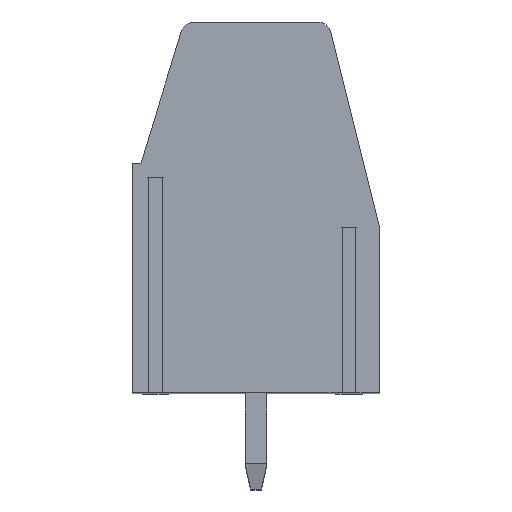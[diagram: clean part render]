
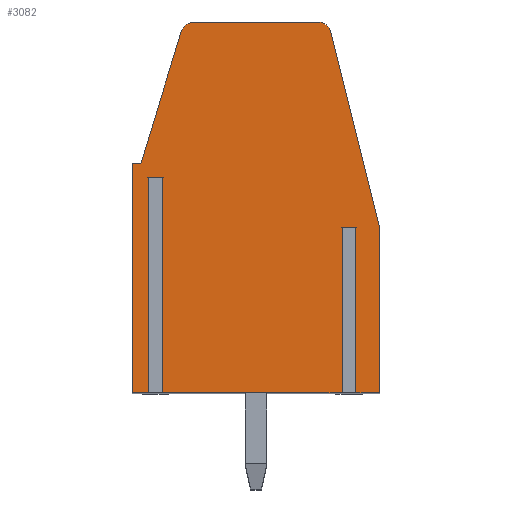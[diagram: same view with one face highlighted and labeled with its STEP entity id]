
A CAD part, top view. The second image highlights one B-rep face of the part: STEP entity #3082.
In plain terms, the highlighted planar face has unit normal (0, 0, 1).
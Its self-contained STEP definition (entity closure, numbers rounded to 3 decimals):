
#13=DIRECTION('',(-1.,0.,0.));
#14=VECTOR('',#13,0.503);
#15=CARTESIAN_POINT('',(-3.413,1.1,22.86));
#16=LINE('',#15,#14);
#17=DIRECTION('',(0.,1.,0.));
#18=VECTOR('',#17,7.85);
#19=CARTESIAN_POINT('',(-3.917,-6.75,22.86));
#20=LINE('',#19,#18);
#21=DIRECTION('',(1.,0.,0.));
#22=VECTOR('',#21,0.583);
#23=CARTESIAN_POINT('',(-4.5,-6.75,22.86));
#24=LINE('',#23,#22);
#25=DIRECTION('',(0.,-1.,0.));
#26=VECTOR('',#25,8.35);
#27=CARTESIAN_POINT('',(-4.5,1.6,22.86));
#28=LINE('',#27,#26);
#29=DIRECTION('',(-1.,0.,0.));
#30=VECTOR('',#29,0.31);
#31=CARTESIAN_POINT('',(-4.19,1.6,22.86));
#32=LINE('',#31,#30);
#33=DIRECTION('',(-0.292,-0.956,0.));
#34=VECTOR('',#33,5.015);
#35=CARTESIAN_POINT('',(-2.723,6.396,22.86));
#36=LINE('',#35,#34);
#37=CARTESIAN_POINT('',(-2.245,6.25,22.86));
#38=DIRECTION('',(0.,0.,1.));
#39=DIRECTION('',(0.,1.,0.));
#40=AXIS2_PLACEMENT_3D('',#37,#38,#39);
#42=DIRECTION('',(-1.,0.,0.));
#43=VECTOR('',#42,4.489);
#44=CARTESIAN_POINT('',(2.244,6.75,22.86));
#45=LINE('',#44,#43);
#46=CARTESIAN_POINT('',(2.244,6.25,22.86));
#47=DIRECTION('',(0.,0.,1.));
#48=DIRECTION('',(0.97,0.242,0.));
#49=AXIS2_PLACEMENT_3D('',#46,#47,#48);
#51=DIRECTION('',(-0.242,0.97,0.));
#52=VECTOR('',#51,7.318);
#53=CARTESIAN_POINT('',(4.5,-0.73,22.86));
#54=LINE('',#53,#52);
#55=DIRECTION('',(0.,1.,0.));
#56=VECTOR('',#55,6.02);
#57=CARTESIAN_POINT('',(4.5,-6.75,22.86));
#58=LINE('',#57,#56);
#59=DIRECTION('',(1.,0.,0.));
#60=VECTOR('',#59,0.863);
#61=CARTESIAN_POINT('',(3.637,-6.75,22.86));
#62=LINE('',#61,#60);
#63=DIRECTION('',(0.,1.,0.));
#64=VECTOR('',#63,6.02);
#65=CARTESIAN_POINT('',(3.637,-6.75,22.86));
#66=LINE('',#65,#64);
#67=DIRECTION('',(-1.,0.,0.));
#68=VECTOR('',#67,0.503);
#69=CARTESIAN_POINT('',(3.637,-0.73,22.86));
#70=LINE('',#69,#68);
#71=DIRECTION('',(0.,1.,0.));
#72=VECTOR('',#71,6.02);
#73=CARTESIAN_POINT('',(3.133,-6.75,22.86));
#74=LINE('',#73,#72);
#75=DIRECTION('',(1.,0.,0.));
#76=VECTOR('',#75,6.547);
#77=CARTESIAN_POINT('',(-3.413,-6.75,22.86));
#78=LINE('',#77,#76);
#79=DIRECTION('',(0.,1.,0.));
#80=VECTOR('',#79,7.85);
#81=CARTESIAN_POINT('',(-3.413,-6.75,22.86));
#82=LINE('',#81,#80);
#2389=CARTESIAN_POINT('',(4.5,-6.75,22.86));
#2390=CARTESIAN_POINT('',(4.5,-0.73,22.86));
#2391=VERTEX_POINT('',#2389);
#2392=VERTEX_POINT('',#2390);
#2393=CARTESIAN_POINT('',(2.73,6.371,22.86));
#2394=VERTEX_POINT('',#2393);
#2395=CARTESIAN_POINT('',(2.244,6.75,22.86));
#2396=VERTEX_POINT('',#2395);
#2397=CARTESIAN_POINT('',(-2.245,6.75,22.86));
#2398=VERTEX_POINT('',#2397);
#2399=CARTESIAN_POINT('',(-2.723,6.396,22.86));
#2400=VERTEX_POINT('',#2399);
#2401=CARTESIAN_POINT('',(-4.19,1.6,22.86));
#2402=VERTEX_POINT('',#2401);
#2403=CARTESIAN_POINT('',(-4.5,1.6,22.86));
#2404=VERTEX_POINT('',#2403);
#2405=CARTESIAN_POINT('',(-4.5,-6.75,22.86));
#2406=VERTEX_POINT('',#2405);
#2481=CARTESIAN_POINT('',(3.637,-0.73,22.86));
#2482=CARTESIAN_POINT('',(3.133,-0.73,22.86));
#2483=VERTEX_POINT('',#2481);
#2484=VERTEX_POINT('',#2482);
#2485=CARTESIAN_POINT('',(3.133,-6.75,22.86));
#2486=VERTEX_POINT('',#2485);
#2487=CARTESIAN_POINT('',(3.637,-6.75,22.86));
#2488=VERTEX_POINT('',#2487);
#2505=CARTESIAN_POINT('',(-3.413,1.1,22.86));
#2506=CARTESIAN_POINT('',(-3.917,1.1,22.86));
#2507=VERTEX_POINT('',#2505);
#2508=VERTEX_POINT('',#2506);
#2509=CARTESIAN_POINT('',(-3.413,-6.75,22.86));
#2510=VERTEX_POINT('',#2509);
#2511=CARTESIAN_POINT('',(-3.917,-6.75,22.86));
#2512=VERTEX_POINT('',#2511);
#3041=CARTESIAN_POINT('',(0.,0.,22.86));
#3042=DIRECTION('',(0.,0.,1.));
#3043=DIRECTION('',(1.,0.,0.));
#3044=AXIS2_PLACEMENT_3D('',#3041,#3042,#3043);
#3045=PLANE('',#3044);
#3047=ORIENTED_EDGE('',*,*,#3046,.T.);
#3049=ORIENTED_EDGE('',*,*,#3048,.F.);
#3051=ORIENTED_EDGE('',*,*,#3050,.F.);
#3053=ORIENTED_EDGE('',*,*,#3052,.F.);
#3055=ORIENTED_EDGE('',*,*,#3054,.F.);
#3057=ORIENTED_EDGE('',*,*,#3056,.F.);
#3059=ORIENTED_EDGE('',*,*,#3058,.F.);
#3061=ORIENTED_EDGE('',*,*,#3060,.F.);
#3063=ORIENTED_EDGE('',*,*,#3062,.F.);
#3065=ORIENTED_EDGE('',*,*,#3064,.F.);
#3067=ORIENTED_EDGE('',*,*,#3066,.F.);
#3069=ORIENTED_EDGE('',*,*,#3068,.F.);
#3071=ORIENTED_EDGE('',*,*,#3070,.T.);
#3073=ORIENTED_EDGE('',*,*,#3072,.T.);
#3075=ORIENTED_EDGE('',*,*,#3074,.F.);
#3077=ORIENTED_EDGE('',*,*,#3076,.F.);
#3079=ORIENTED_EDGE('',*,*,#3078,.T.);
#3080=EDGE_LOOP('',(#3047,#3049,#3051,#3053,#3055,#3057,#3059,#3061,#3063,#3065,
#3067,#3069,#3071,#3073,#3075,#3077,#3079));
#3081=FACE_OUTER_BOUND('',#3080,.F.);
#41=CIRCLE('',#40,0.5);
#50=CIRCLE('',#49,0.5);
#3046=EDGE_CURVE('',#2507,#2508,#16,.T.);
#3048=EDGE_CURVE('',#2512,#2508,#20,.T.);
#3050=EDGE_CURVE('',#2406,#2512,#24,.T.);
#3052=EDGE_CURVE('',#2404,#2406,#28,.T.);
#3054=EDGE_CURVE('',#2402,#2404,#32,.T.);
#3056=EDGE_CURVE('',#2400,#2402,#36,.T.);
#3058=EDGE_CURVE('',#2398,#2400,#41,.T.);
#3060=EDGE_CURVE('',#2396,#2398,#45,.T.);
#3062=EDGE_CURVE('',#2394,#2396,#50,.T.);
#3064=EDGE_CURVE('',#2392,#2394,#54,.T.);
#3066=EDGE_CURVE('',#2391,#2392,#58,.T.);
#3068=EDGE_CURVE('',#2488,#2391,#62,.T.);
#3070=EDGE_CURVE('',#2488,#2483,#66,.T.);
#3072=EDGE_CURVE('',#2483,#2484,#70,.T.);
#3074=EDGE_CURVE('',#2486,#2484,#74,.T.);
#3076=EDGE_CURVE('',#2510,#2486,#78,.T.);
#3078=EDGE_CURVE('',#2510,#2507,#82,.T.);
#3082=ADVANCED_FACE('',(#3081),#3045,.T.);
